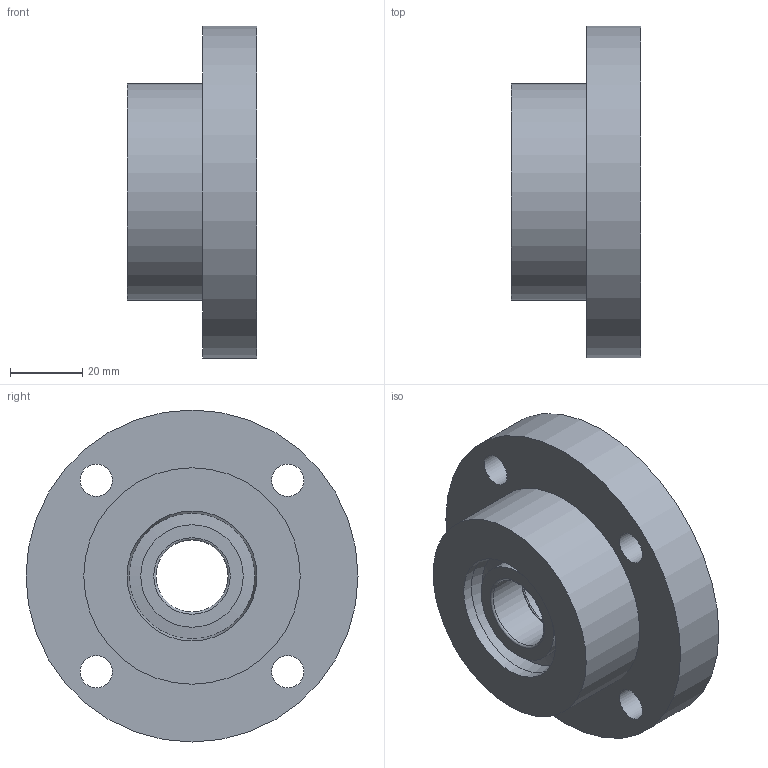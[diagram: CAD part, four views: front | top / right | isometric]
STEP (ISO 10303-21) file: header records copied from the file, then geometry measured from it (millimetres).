
FILE_DESCRIPTION(/* description */ (''),/* implementation_level */ '2;1');
FILE_NAME(/* name */ 'BV-01.step',/* time_stamp */ '2024-05-09T15:52:05+01:00',/* author */ (''),/* organization */ (''),/* preprocessor_version */ 'ST-DEVELOPER v20',/* originating_system */ 'Autodesk Translation Framework v12.20.1.177',/* authorisation */ '');
FILE_SCHEMA (('AUTOMOTIVE_DESIGN { 1 0 10303 214 3 1 1 }'));
Length unit declared in the file: millimetre
Products named in the file (5): BV-01; ABGEB7004-N_h; bearing_7004; ABGEB7004-N_r; BOLT4-10
Assembly tree (8 placements, depth 2):
  BV-01
    ABGEB7004-N_h
    bearing_7004  x2
    ABGEB7004-N_r
    BOLT4-10  x4
Bounding box: 36 x 92 x 92 mm (x, y, z)
Volume: 128374.9 mm3; surface area: 46251.4 mm2
Topology: 8 solids, 8 shells, 173 faces, 351 edges, 215 vertices
Faces by surface type: plane 85, cylinder 45, cone 33, torus 10
Full cylindrical faces by diameter (mm): 3.242 x4, 4 x4, 4.5 x4, 7 x4, 8 x4, 9 x4, 14 x4, 20 x2, 26 x1, 28.4 x2, 33.6 x2, 36 x2, 42 x4, 58 x2, 60 x1, 92 x1
Entity records: 2761 total; most frequent: DIRECTION 519, CARTESIAN_POINT 419, ORIENTED_EDGE 376, AXIS2_PLACEMENT_3D 220, EDGE_CURVE 188, EDGE_LOOP 140, VERTEX_POINT 120, CIRCLE 109
